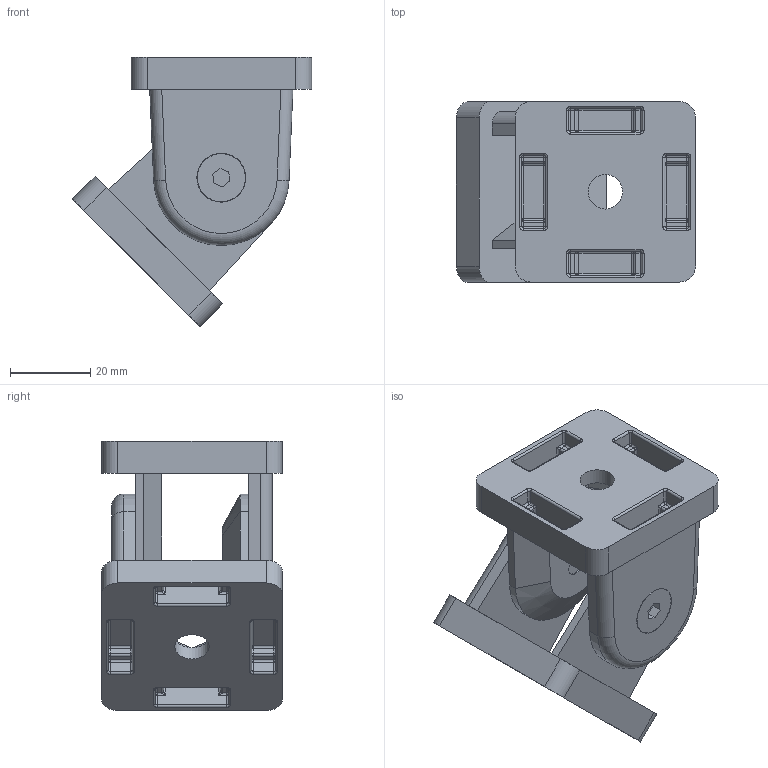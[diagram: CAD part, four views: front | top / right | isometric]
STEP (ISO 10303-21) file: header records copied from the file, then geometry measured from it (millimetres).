
FILE_DESCRIPTION(/* description */ ('KriTec Gelenk 10 45x45'),/* implementation_level */ '2;1');
FILE_NAME(/* name */ '81401_KriTec_Gelenk_10_45x45.stp',/* time_stamp */ '2020-02-11T11:25:12+01:00',/* author */ ('Nell'),/* organization */ (''),/* preprocessor_version */ 'ST-DEVELOPER v17',/* originating_system */ 'Autodesk Inventor 2018',/* authorisation */ '');
FILE_SCHEMA (('AUTOMOTIVE_DESIGN { 1 0 10303 214 3 1 1 }'));
Length unit declared in the file: millimetre
Products named in the file (3): 81401; 81401_1; DIN 7991 - M6x12
Assembly tree (4 placements, depth 2):
  81401
    81401_1  x2
    DIN 7991 - M6x12  x2
Bounding box: 59.62 x 45 x 67.12 mm (x, y, z)
Volume: 51293.3 mm3; surface area: 24997.1 mm2
Topology: 4 solids, 4 shells, 494 faces, 1088 edges, 586 vertices
Faces by surface type: cylinder 218, plane 136, sphere 64, torus 36, bspline 32, cone 8
Full cylindrical faces by diameter (mm): 4.917 x2, 6 x2, 6.6 x2, 8.6 x2, 12 x2
Entity records: 7063 total; most frequent: CARTESIAN_POINT 1514, DIRECTION 1252, ORIENTED_EDGE 1056, EDGE_CURVE 528, AXIS2_PLACEMENT_3D 486, VERTEX_POINT 293, LINE 280, VECTOR 280
